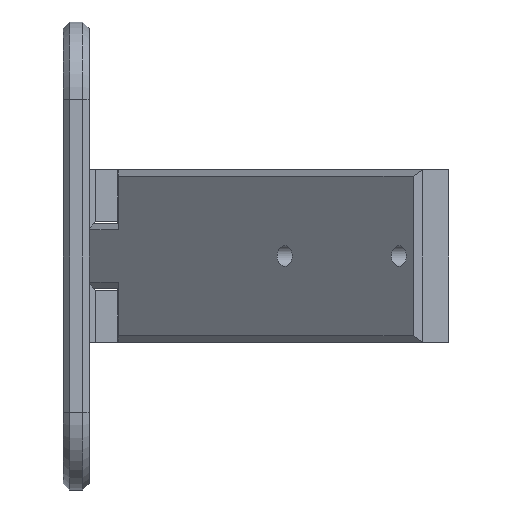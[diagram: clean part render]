
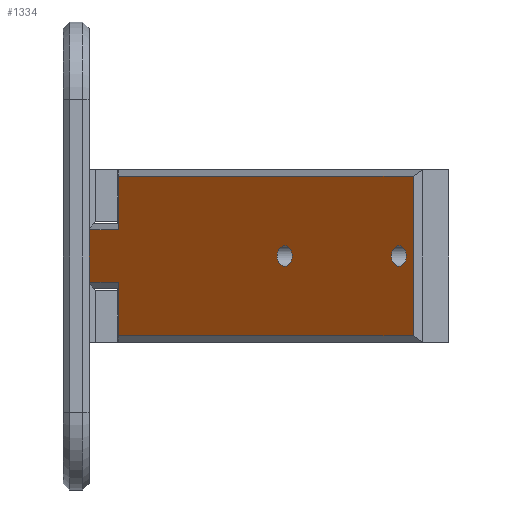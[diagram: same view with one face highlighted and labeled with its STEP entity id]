
A CAD part, left-side view. The second image highlights one B-rep face of the part: STEP entity #1334.
In plain terms, the highlighted face is planar.
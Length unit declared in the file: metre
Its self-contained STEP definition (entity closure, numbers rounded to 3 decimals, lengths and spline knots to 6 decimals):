
#44=CIRCLE('',#1448,0.00125);
#45=CIRCLE('',#1449,0.00125);
#94=ORIENTED_EDGE('',*,*,#462,.T.);
#95=ORIENTED_EDGE('',*,*,#463,.T.);
#96=ORIENTED_EDGE('',*,*,#464,.T.);
#97=ORIENTED_EDGE('',*,*,#465,.T.);
#98=ORIENTED_EDGE('',*,*,#466,.T.);
#99=ORIENTED_EDGE('',*,*,#467,.T.);
#100=ORIENTED_EDGE('',*,*,#468,.T.);
#101=ORIENTED_EDGE('',*,*,#469,.T.);
#102=ORIENTED_EDGE('',*,*,#470,.T.);
#103=ORIENTED_EDGE('',*,*,#471,.T.);
#462=EDGE_CURVE('',#644,#645,#759,.T.);
#463=EDGE_CURVE('',#645,#646,#760,.T.);
#464=EDGE_CURVE('',#646,#647,#761,.T.);
#465=EDGE_CURVE('',#647,#648,#762,.T.);
#466=EDGE_CURVE('',#648,#649,#763,.T.);
#467=EDGE_CURVE('',#649,#650,#764,.T.);
#468=EDGE_CURVE('',#650,#651,#765,.T.);
#469=EDGE_CURVE('',#651,#644,#766,.T.);
#470=EDGE_CURVE('',#652,#652,#44,.T.);
#471=EDGE_CURVE('',#653,#653,#45,.T.);
#644=VERTEX_POINT('',#1986);
#645=VERTEX_POINT('',#1987);
#646=VERTEX_POINT('',#1989);
#647=VERTEX_POINT('',#1991);
#648=VERTEX_POINT('',#1993);
#649=VERTEX_POINT('',#1995);
#650=VERTEX_POINT('',#1997);
#651=VERTEX_POINT('',#1999);
#652=VERTEX_POINT('',#2002);
#653=VERTEX_POINT('',#2004);
#759=LINE('',#1985,#913);
#760=LINE('',#1988,#914);
#761=LINE('',#1990,#915);
#762=LINE('',#1992,#916);
#763=LINE('',#1994,#917);
#764=LINE('',#1996,#918);
#765=LINE('',#1998,#919);
#766=LINE('',#2000,#920);
#913=VECTOR('',#1590,1.);
#914=VECTOR('',#1591,1.);
#915=VECTOR('',#1592,1.);
#916=VECTOR('',#1593,1.);
#917=VECTOR('',#1594,1.);
#918=VECTOR('',#1595,1.);
#919=VECTOR('',#1596,1.);
#920=VECTOR('',#1597,1.);
#1057=EDGE_LOOP('',(#94,#95,#96,#97,#98,#99,#100,#101));
#1058=EDGE_LOOP('',(#102));
#1059=EDGE_LOOP('',(#103));
#1163=FACE_BOUND('',#1057,.T.);
#1164=FACE_BOUND('',#1058,.T.);
#1165=FACE_BOUND('',#1059,.T.);
#1268=PLANE('',#1447);
#1334=ADVANCED_FACE('',(#1163,#1164,#1165),#1268,.F.);
#1447=AXIS2_PLACEMENT_3D('',#1984,#1588,#1589);
#1448=AXIS2_PLACEMENT_3D('',#2001,#1598,#1599);
#1449=AXIS2_PLACEMENT_3D('',#2003,#1600,#1601);
#1588=DIRECTION('',(0.,-1.,0.));
#1589=DIRECTION('',(1.,0.,0.));
#1590=DIRECTION('',(-1.,0.,0.));
#1591=DIRECTION('',(0.,0.,1.));
#1592=DIRECTION('',(1.,0.,0.));
#1593=DIRECTION('',(0.,0.,-1.));
#1594=DIRECTION('',(1.,0.,0.));
#1595=DIRECTION('',(0.,0.,-1.));
#1596=DIRECTION('',(-1.,0.,0.));
#1597=DIRECTION('',(0.,0.,-1.));
#1598=DIRECTION('',(0.,-1.,0.));
#1599=DIRECTION('',(0.,0.,-1.));
#1600=DIRECTION('',(0.,-1.,0.));
#1601=DIRECTION('',(0.,0.,-1.));
#1984=CARTESIAN_POINT('',(-0.013116,-0.003175,0.08255));
#1985=CARTESIAN_POINT('',(-0.041232,-0.003175,0.072808));
#1986=CARTESIAN_POINT('',(0.008774,-0.003175,0.072808));
#1987=CARTESIAN_POINT('',(-0.040438,-0.003175,0.072808));
#1988=CARTESIAN_POINT('',(-0.040438,-0.003175,0.093085));
#1989=CARTESIAN_POINT('',(-0.040438,-0.003175,0.092292));
#1990=CARTESIAN_POINT('',(-0.013116,-0.003175,0.092292));
#1991=CARTESIAN_POINT('',(0.008774,-0.003175,0.092292));
#1992=CARTESIAN_POINT('',(0.008774,-0.003175,0.08255));
#1993=CARTESIAN_POINT('',(0.008774,-0.003175,0.085743));
#1994=CARTESIAN_POINT('',(0.015,-0.003175,0.085743));
#1995=CARTESIAN_POINT('',(0.014206,-0.003175,0.085743));
#1996=CARTESIAN_POINT('',(0.014206,-0.003175,0.08255));
#1997=CARTESIAN_POINT('',(0.014206,-0.003175,0.079357));
#1998=CARTESIAN_POINT('',(-0.013116,-0.003175,0.079357));
#1999=CARTESIAN_POINT('',(0.008774,-0.003175,0.079357));
#2000=CARTESIAN_POINT('',(0.008774,-0.003175,0.072015));
#2001=CARTESIAN_POINT('',(-0.038057,-0.003175,0.08255));
#2002=CARTESIAN_POINT('',(-0.038057,-0.003175,0.0813));
#2003=CARTESIAN_POINT('',(-0.019007,-0.003175,0.08255));
#2004=CARTESIAN_POINT('',(-0.019007,-0.003175,0.0813));
